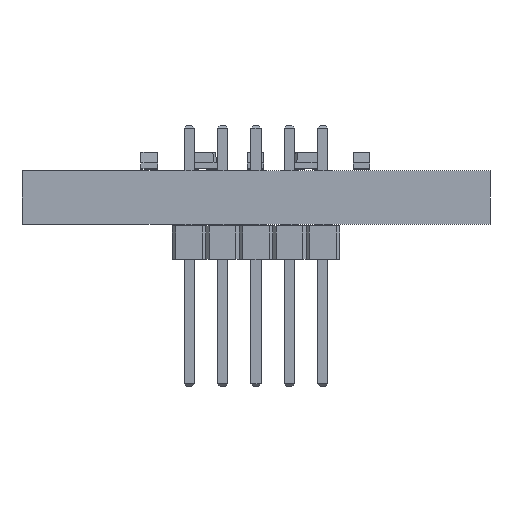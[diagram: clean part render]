
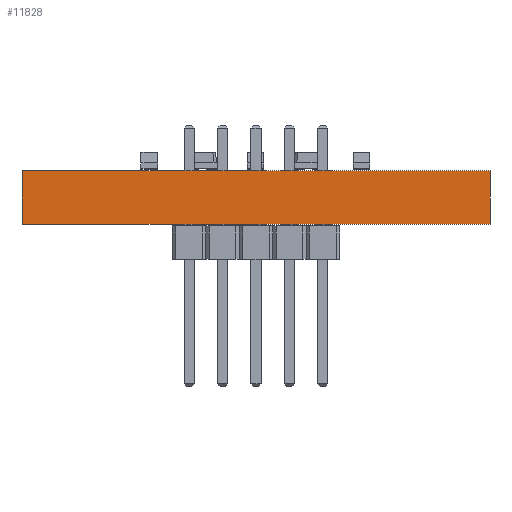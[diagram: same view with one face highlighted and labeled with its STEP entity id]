
A CAD part, left-side view. The second image highlights one B-rep face of the part: STEP entity #11828.
In plain terms, the highlighted planar face has unit normal (-1, 0, 0).
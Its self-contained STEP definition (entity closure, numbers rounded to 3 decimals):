
#11712 = EDGE_CURVE('',#11713,#11715,#11717,.T.);
#11713 = VERTEX_POINT('',#11714);
#11714 = CARTESIAN_POINT('',(-7.,7.,0.));
#11715 = VERTEX_POINT('',#11716);
#11716 = CARTESIAN_POINT('',(-7.,7.,1.6));
#11717 = SURFACE_CURVE('',#11718,(#11722,#11734),.PCURVE_S1.);
#11718 = LINE('',#11719,#11720);
#11719 = CARTESIAN_POINT('',(-7.,7.,0.));
#11720 = VECTOR('',#11721,1.);
#11721 = DIRECTION('',(0.,0.,1.));
#11722 = PCURVE('',#11723,#11728);
#11723 = PLANE('',#11724);
#11724 = AXIS2_PLACEMENT_3D('',#11725,#11726,#11727);
#11725 = CARTESIAN_POINT('',(-7.,7.,0.));
#11726 = DIRECTION('',(0.,1.,0.));
#11727 = DIRECTION('',(1.,0.,0.));
#11728 = DEFINITIONAL_REPRESENTATION('',(#11729),#11733);
#11729 = LINE('',#11730,#11731);
#11730 = CARTESIAN_POINT('',(0.,0.));
#11731 = VECTOR('',#11732,1.);
#11732 = DIRECTION('',(0.,-1.));
#11733 = ( GEOMETRIC_REPRESENTATION_CONTEXT(2) 
PARAMETRIC_REPRESENTATION_CONTEXT() REPRESENTATION_CONTEXT('2D SPACE',''
  ) );
#11734 = PCURVE('',#11735,#11740);
#11735 = PLANE('',#11736);
#11736 = AXIS2_PLACEMENT_3D('',#11737,#11738,#11739);
#11737 = CARTESIAN_POINT('',(-7.,-7.,0.));
#11738 = DIRECTION('',(-1.,0.,0.));
#11739 = DIRECTION('',(0.,1.,0.));
#11740 = DEFINITIONAL_REPRESENTATION('',(#11741),#11745);
#11741 = LINE('',#11742,#11743);
#11742 = CARTESIAN_POINT('',(14.,0.));
#11743 = VECTOR('',#11744,1.);
#11744 = DIRECTION('',(0.,-1.));
#11745 = ( GEOMETRIC_REPRESENTATION_CONTEXT(2) 
PARAMETRIC_REPRESENTATION_CONTEXT() REPRESENTATION_CONTEXT('2D SPACE',''
  ) );
#11763 = PLANE('',#11764);
#11764 = AXIS2_PLACEMENT_3D('',#11765,#11766,#11767);
#11765 = CARTESIAN_POINT('',(0.,0.,1.6));
#11766 = DIRECTION('',(0.,0.,-1.));
#11767 = DIRECTION('',(-1.,0.,0.));
#11817 = PLANE('',#11818);
#11818 = AXIS2_PLACEMENT_3D('',#11819,#11820,#11821);
#11819 = CARTESIAN_POINT('',(0.,0.,0.));
#11820 = DIRECTION('',(0.,0.,-1.));
#11821 = DIRECTION('',(-1.,0.,0.));
#11828 = ADVANCED_FACE('',(#11829),#11735,.T.);
#11829 = FACE_BOUND('',#11830,.T.);
#11830 = EDGE_LOOP('',(#11831,#11861,#11882,#11883));
#11831 = ORIENTED_EDGE('',*,*,#11832,.T.);
#11832 = EDGE_CURVE('',#11833,#11835,#11837,.T.);
#11833 = VERTEX_POINT('',#11834);
#11834 = CARTESIAN_POINT('',(-7.,-7.,0.));
#11835 = VERTEX_POINT('',#11836);
#11836 = CARTESIAN_POINT('',(-7.,-7.,1.6));
#11837 = SURFACE_CURVE('',#11838,(#11842,#11849),.PCURVE_S1.);
#11838 = LINE('',#11839,#11840);
#11839 = CARTESIAN_POINT('',(-7.,-7.,0.));
#11840 = VECTOR('',#11841,1.);
#11841 = DIRECTION('',(0.,0.,1.));
#11842 = PCURVE('',#11735,#11843);
#11843 = DEFINITIONAL_REPRESENTATION('',(#11844),#11848);
#11844 = LINE('',#11845,#11846);
#11845 = CARTESIAN_POINT('',(0.,0.));
#11846 = VECTOR('',#11847,1.);
#11847 = DIRECTION('',(0.,-1.));
#11848 = ( GEOMETRIC_REPRESENTATION_CONTEXT(2) 
PARAMETRIC_REPRESENTATION_CONTEXT() REPRESENTATION_CONTEXT('2D SPACE',''
  ) );
#11849 = PCURVE('',#11850,#11855);
#11850 = PLANE('',#11851);
#11851 = AXIS2_PLACEMENT_3D('',#11852,#11853,#11854);
#11852 = CARTESIAN_POINT('',(7.,-7.,0.));
#11853 = DIRECTION('',(0.,-1.,0.));
#11854 = DIRECTION('',(-1.,0.,0.));
#11855 = DEFINITIONAL_REPRESENTATION('',(#11856),#11860);
#11856 = LINE('',#11857,#11858);
#11857 = CARTESIAN_POINT('',(14.,0.));
#11858 = VECTOR('',#11859,1.);
#11859 = DIRECTION('',(0.,-1.));
#11860 = ( GEOMETRIC_REPRESENTATION_CONTEXT(2) 
PARAMETRIC_REPRESENTATION_CONTEXT() REPRESENTATION_CONTEXT('2D SPACE',''
  ) );
#11861 = ORIENTED_EDGE('',*,*,#11862,.T.);
#11862 = EDGE_CURVE('',#11835,#11715,#11863,.T.);
#11863 = SURFACE_CURVE('',#11864,(#11868,#11875),.PCURVE_S1.);
#11864 = LINE('',#11865,#11866);
#11865 = CARTESIAN_POINT('',(-7.,-7.,1.6));
#11866 = VECTOR('',#11867,1.);
#11867 = DIRECTION('',(0.,1.,0.));
#11868 = PCURVE('',#11735,#11869);
#11869 = DEFINITIONAL_REPRESENTATION('',(#11870),#11874);
#11870 = LINE('',#11871,#11872);
#11871 = CARTESIAN_POINT('',(0.,-1.6));
#11872 = VECTOR('',#11873,1.);
#11873 = DIRECTION('',(1.,0.));
#11874 = ( GEOMETRIC_REPRESENTATION_CONTEXT(2) 
PARAMETRIC_REPRESENTATION_CONTEXT() REPRESENTATION_CONTEXT('2D SPACE',''
  ) );
#11875 = PCURVE('',#11763,#11876);
#11876 = DEFINITIONAL_REPRESENTATION('',(#11877),#11881);
#11877 = LINE('',#11878,#11879);
#11878 = CARTESIAN_POINT('',(7.,-7.));
#11879 = VECTOR('',#11880,1.);
#11880 = DIRECTION('',(0.,1.));
#11881 = ( GEOMETRIC_REPRESENTATION_CONTEXT(2) 
PARAMETRIC_REPRESENTATION_CONTEXT() REPRESENTATION_CONTEXT('2D SPACE',''
  ) );
#11882 = ORIENTED_EDGE('',*,*,#11712,.F.);
#11883 = ORIENTED_EDGE('',*,*,#11884,.F.);
#11884 = EDGE_CURVE('',#11833,#11713,#11885,.T.);
#11885 = SURFACE_CURVE('',#11886,(#11890,#11897),.PCURVE_S1.);
#11886 = LINE('',#11887,#11888);
#11887 = CARTESIAN_POINT('',(-7.,-7.,0.));
#11888 = VECTOR('',#11889,1.);
#11889 = DIRECTION('',(0.,1.,0.));
#11890 = PCURVE('',#11735,#11891);
#11891 = DEFINITIONAL_REPRESENTATION('',(#11892),#11896);
#11892 = LINE('',#11893,#11894);
#11893 = CARTESIAN_POINT('',(0.,0.));
#11894 = VECTOR('',#11895,1.);
#11895 = DIRECTION('',(1.,0.));
#11896 = ( GEOMETRIC_REPRESENTATION_CONTEXT(2) 
PARAMETRIC_REPRESENTATION_CONTEXT() REPRESENTATION_CONTEXT('2D SPACE',''
  ) );
#11897 = PCURVE('',#11817,#11898);
#11898 = DEFINITIONAL_REPRESENTATION('',(#11899),#11903);
#11899 = LINE('',#11900,#11901);
#11900 = CARTESIAN_POINT('',(7.,-7.));
#11901 = VECTOR('',#11902,1.);
#11902 = DIRECTION('',(0.,1.));
#11903 = ( GEOMETRIC_REPRESENTATION_CONTEXT(2) 
PARAMETRIC_REPRESENTATION_CONTEXT() REPRESENTATION_CONTEXT('2D SPACE',''
  ) );
